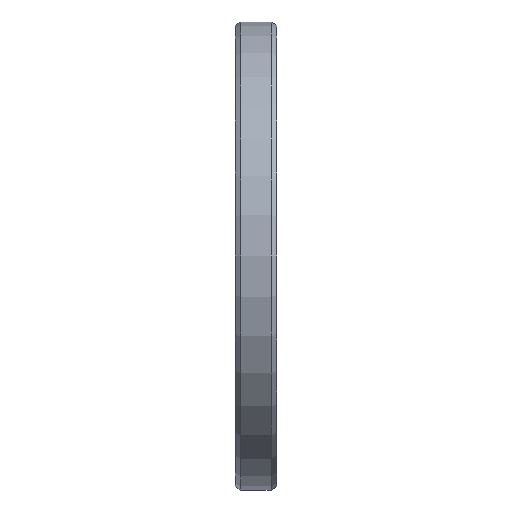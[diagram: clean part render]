
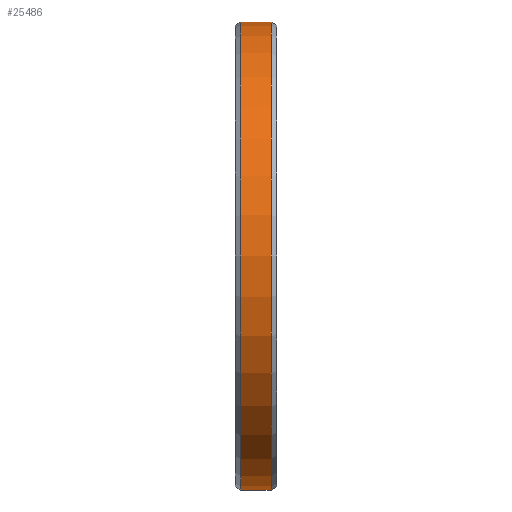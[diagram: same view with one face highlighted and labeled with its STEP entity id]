
A CAD part, left-side view. The second image highlights one B-rep face of the part: STEP entity #25486.
In plain terms, the highlighted cylindrical face has radius 85 mm (diameter 170 mm), a partial arc.
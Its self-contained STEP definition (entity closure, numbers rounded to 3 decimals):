
#24512=CARTESIAN_POINT('',(0.,-5.5,0.));
#24513=DIRECTION('',(0.,1.,0.));
#24514=DIRECTION('',(0.,0.,-1.));
#24515=AXIS2_PLACEMENT_3D('',#24512,#24513,#24514);
#24520=DIRECTION('',(0.,1.,0.));
#24521=VECTOR('',#24520,11.);
#24522=CARTESIAN_POINT('',(0.,-5.5,-85.));
#24523=LINE('',#24522,#24521);
#24535=DIRECTION('',(0.,1.,0.));
#24536=VECTOR('',#24535,11.);
#24537=CARTESIAN_POINT('',(0.,-5.5,85.));
#24538=LINE('',#24537,#24536);
#24564=CARTESIAN_POINT('',(0.,5.5,0.));
#24565=DIRECTION('',(0.,1.,0.));
#24566=DIRECTION('',(0.,0.,-1.));
#24567=AXIS2_PLACEMENT_3D('',#24564,#24565,#24566);
#25347=CARTESIAN_POINT('',(0.,-5.5,-85.));
#25349=VERTEX_POINT('',#25347);
#25350=CARTESIAN_POINT('',(0.,5.5,-85.));
#25351=VERTEX_POINT('',#25350);
#25359=CARTESIAN_POINT('',(0.,-5.5,85.));
#25361=VERTEX_POINT('',#25359);
#25362=CARTESIAN_POINT('',(0.,5.5,85.));
#25363=VERTEX_POINT('',#25362);
#25472=CARTESIAN_POINT('',(0.,-8.25,0.));
#25473=DIRECTION('',(0.,1.,0.));
#25474=DIRECTION('',(0.,0.,-1.));
#25475=AXIS2_PLACEMENT_3D('',#25472,#25473,#25474);
#25476=CYLINDRICAL_SURFACE('',#25475,85.);
#25478=ORIENTED_EDGE('',*,*,#25477,.T.);
#25480=ORIENTED_EDGE('',*,*,#25479,.T.);
#25482=ORIENTED_EDGE('',*,*,#25481,.F.);
#25483=ORIENTED_EDGE('',*,*,#25457,.F.);
#25484=EDGE_LOOP('',(#25478,#25480,#25482,#25483));
#25485=FACE_OUTER_BOUND('',#25484,.F.);
#24516=CIRCLE('',#24515,85.);
#24568=CIRCLE('',#24567,85.);
#25457=EDGE_CURVE('',#25349,#25361,#24516,.T.);
#25477=EDGE_CURVE('',#25349,#25351,#24523,.T.);
#25479=EDGE_CURVE('',#25351,#25363,#24568,.T.);
#25481=EDGE_CURVE('',#25361,#25363,#24538,.T.);
#25486=ADVANCED_FACE('',(#25485),#25476,.T.);
